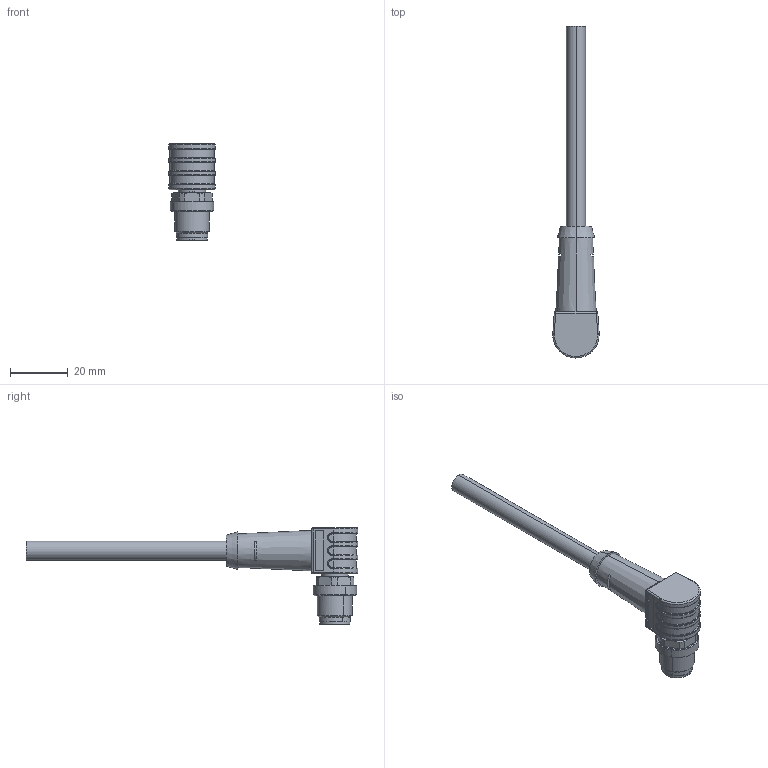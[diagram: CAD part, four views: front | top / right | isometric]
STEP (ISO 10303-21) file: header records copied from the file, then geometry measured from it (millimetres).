
FILE_DESCRIPTION(('CATIA V5 STEP Exchange','CAx-IF Rec.Pracs.--- Model Styling and Organization---1.5--- 2016-08-15','CAx-IF Rec.Pracs.---Supplemental Geometry---1.0---2011-11-01','CAx-IF Rec.Pracs.--- Composite Materials ---1.1---2010-07-15'),'2;1');
FILE_NAME ('1504819-2_0', '2025-11-03T12:33:36+00:00', ('none'), ('Weidmueller'), 'CATIA Version 5-6 Release 2024 SP4', 'CATIA V5 STEP AP214 v3', 'none');
FILE_SCHEMA(('AUTOMOTIVE_DESIGN { 1 0 10303 214 1 1 1 1 }'));
Length unit declared in the file: millimetre
Products named in the file (1): 2912210000
Bounding box: 16 x 114.7 x 33.5 mm (x, y, z)
Volume: 11289.3 mm3; surface area: 5390.5 mm2
Topology: 1 solids, 1 shells, 328 faces, 975 edges, 658 vertices
Faces by surface type: plane 104, cylinder 100, cone 42, torus 42, bspline 20, sphere 20
Entity records: 12055 total; most frequent: CARTESIAN_POINT 4386, ORIENTED_EDGE 1910, DIRECTION 1086, EDGE_CURVE 955, VERTEX_POINT 658, AXIS2_PLACEMENT_3D 547, EDGE_LOOP 357, CIRCLE 336
